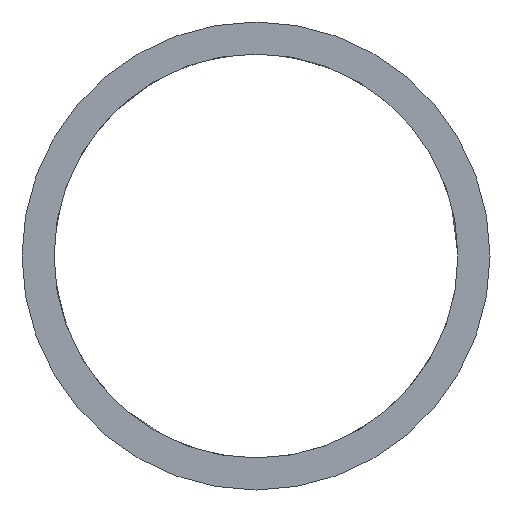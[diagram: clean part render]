
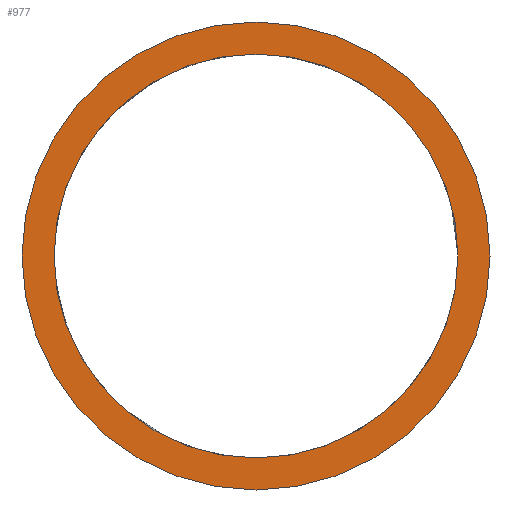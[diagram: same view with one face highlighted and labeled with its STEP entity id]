
A CAD part, front view. The second image highlights one B-rep face of the part: STEP entity #977.
In plain terms, the highlighted planar face has unit normal (0, -1, 0).
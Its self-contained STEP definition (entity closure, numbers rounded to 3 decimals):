
#1=CARTESIAN_POINT('',(0.,0.,0.));
#2=DIRECTION('',(0.,-1.,0.));
#3=DIRECTION('',(1.,0.,0.));
#4=AXIS2_PLACEMENT_3D('',#1,#2,#3);
#6=CARTESIAN_POINT('',(0.,0.,0.));
#7=DIRECTION('',(0.,-1.,0.));
#8=DIRECTION('',(-1.,0.,0.));
#9=AXIS2_PLACEMENT_3D('',#6,#7,#8);
#11=CARTESIAN_POINT('',(0.,0.,0.));
#12=DIRECTION('',(0.,1.,0.));
#13=DIRECTION('',(1.,0.,0.));
#14=AXIS2_PLACEMENT_3D('',#11,#12,#13);
#16=CARTESIAN_POINT('',(0.,0.,0.));
#17=DIRECTION('',(0.,1.,0.));
#18=DIRECTION('',(-1.,0.,0.));
#19=AXIS2_PLACEMENT_3D('',#16,#17,#18);
#806=CARTESIAN_POINT('',(18.125,0.,0.));
#807=CARTESIAN_POINT('',(-18.125,0.,0.));
#808=VERTEX_POINT('',#806);
#809=VERTEX_POINT('',#807);
#810=CARTESIAN_POINT('',(21.,0.,0.));
#811=CARTESIAN_POINT('',(-21.,0.,0.));
#812=VERTEX_POINT('',#810);
#813=VERTEX_POINT('',#811);
#960=CARTESIAN_POINT('',(0.,0.,0.));
#961=DIRECTION('',(0.,1.,0.));
#962=DIRECTION('',(1.,0.,0.));
#963=AXIS2_PLACEMENT_3D('',#960,#961,#962);
#964=PLANE('',#963);
#966=ORIENTED_EDGE('',*,*,#965,.T.);
#968=ORIENTED_EDGE('',*,*,#967,.T.);
#969=EDGE_LOOP('',(#966,#968));
#970=FACE_OUTER_BOUND('',#969,.F.);
#972=ORIENTED_EDGE('',*,*,#971,.T.);
#974=ORIENTED_EDGE('',*,*,#973,.T.);
#975=EDGE_LOOP('',(#972,#974));
#976=FACE_BOUND('',#975,.F.);
#977=ADVANCED_FACE('',(#970,#976),#964,.F.);
#5=CIRCLE('',#4,18.125);
#10=CIRCLE('',#9,18.125);
#15=CIRCLE('',#14,21.);
#20=CIRCLE('',#19,21.);
#965=EDGE_CURVE('',#812,#813,#15,.T.);
#967=EDGE_CURVE('',#813,#812,#20,.T.);
#971=EDGE_CURVE('',#808,#809,#5,.T.);
#973=EDGE_CURVE('',#809,#808,#10,.T.);
